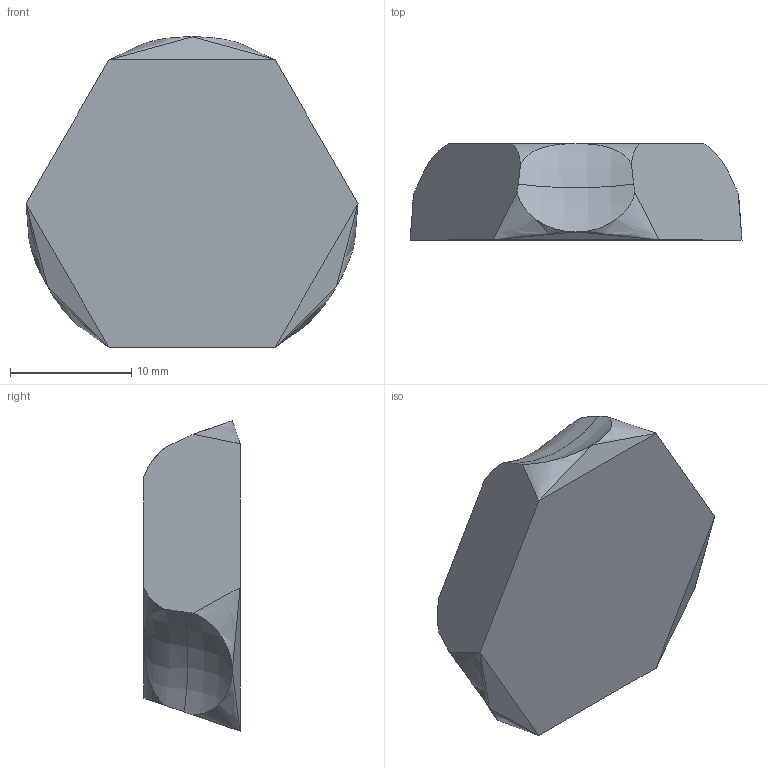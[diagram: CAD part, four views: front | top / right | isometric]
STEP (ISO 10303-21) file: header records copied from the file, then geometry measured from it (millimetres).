
FILE_DESCRIPTION(/* description */ ('STEP AP214'),/* implementation_level */ '2;1');
FILE_NAME(/* name */ '6053779d52977113f60a4ae2',/* time_stamp */ '2021-03-18T15:54:06+00:00',/* author */ (''),/* organization */ (''),/* preprocessor_version */ 'ST-DEVELOPER v18.1',/* originating_system */ ' ',/* authorisation */ ' ');
FILE_SCHEMA (('AUTOMOTIVE_DESIGN {1 0 10303 214 3 1 1}'));
Length unit declared in the file: metre
Products named in the file (1): Acrylic Lens
Bounding box: 27.37 x 7.94 x 25.59 mm (x, y, z)
Volume: 3388.1 mm3; surface area: 1492.6 mm2
Topology: 1 solids, 1 shells, 26 faces, 66 edges, 36 vertices
Faces by surface type: plane 8, cylinder 6, bspline 6, torus 6
Entity records: 986 total; most frequent: CARTESIAN_POINT 438, ORIENTED_EDGE 120, DIRECTION 84, EDGE_CURVE 60, VERTEX_POINT 36, AXIS2_PLACEMENT_3D 36, B_SPLINE_CURVE_WITH_KNOTS 33, EDGE_LOOP 26
